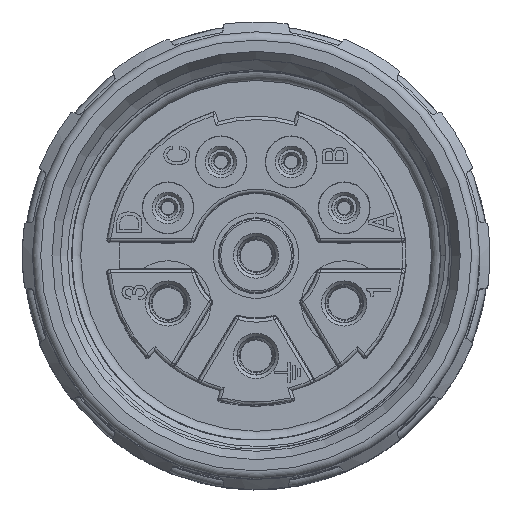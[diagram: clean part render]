
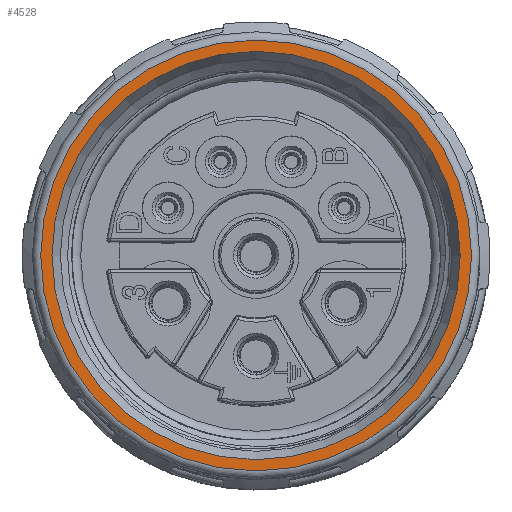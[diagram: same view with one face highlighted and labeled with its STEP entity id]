
A CAD part, top view. The second image highlights one B-rep face of the part: STEP entity #4528.
In plain terms, the highlighted planar face has unit normal (0, 0, 1).
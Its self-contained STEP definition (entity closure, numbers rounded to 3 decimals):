
#1916=PLANE('',#22355);
#4528=ADVANCED_FACE('',(#6023,#6024),#1916,.F.);
#5701=CIRCLE('',#22352,12.9);
#5702=CIRCLE('',#22354,12.225);
#6023=FACE_BOUND('',#7384,.T.);
#6024=FACE_BOUND('',#7385,.T.);
#7384=EDGE_LOOP('',(#13561));
#7385=EDGE_LOOP('',(#13562));
#13561=ORIENTED_EDGE('',*,*,#18802,.T.);
#13562=ORIENTED_EDGE('',*,*,#18801,.T.);
#15685=VERTEX_POINT('',#48561);
#15686=VERTEX_POINT('',#48564);
#18801=EDGE_CURVE('',#15685,#15685,#5701,.T.);
#18802=EDGE_CURVE('',#15686,#15686,#5702,.T.);
#22352=AXIS2_PLACEMENT_3D('',#48560,#26960,#26961);
#22354=AXIS2_PLACEMENT_3D('',#48563,#26964,#26965);
#22355=AXIS2_PLACEMENT_3D('',#48565,#26966,#26967);
#26960=DIRECTION('',(0.,0.,1.));
#26961=DIRECTION('',(1.,0.,0.));
#26964=DIRECTION('',(0.,0.,-1.));
#26965=DIRECTION('',(1.,0.,0.));
#26966=DIRECTION('',(0.,0.,-1.));
#26967=DIRECTION('',(1.,0.,0.));
#48560=CARTESIAN_POINT('',(0.,0.,57.2));
#48561=CARTESIAN_POINT('',(12.9,0.,57.2));
#48563=CARTESIAN_POINT('',(0.,0.,57.2));
#48564=CARTESIAN_POINT('',(12.225,0.,57.2));
#48565=CARTESIAN_POINT('',(0.,0.,57.2));
